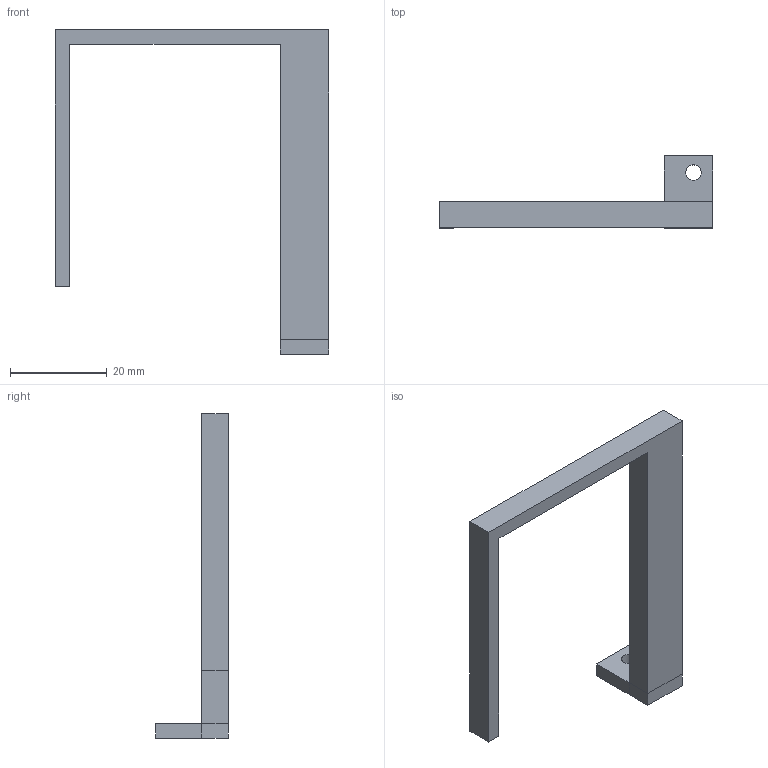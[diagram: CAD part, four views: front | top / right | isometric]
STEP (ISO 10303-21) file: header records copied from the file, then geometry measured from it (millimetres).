
FILE_DESCRIPTION(('FreeCAD Model'),'2;1');
FILE_NAME('Open CASCADE Shape Model','2023-07-07T17:48:47',(''),(''), 'Open CASCADE STEP processor 7.6','FreeCAD','Unknown');
FILE_SCHEMA(('AUTOMOTIVE_DESIGN { 1 0 10303 214 1 1 1 1 }'));
Length unit declared in the file: millimetre
Products named in the file (1): BatteryHolder
Bounding box: 56.5 x 15 x 67 mm (x, y, z)
Volume: 5538.1 mm3; surface area: 4088.6 mm2
Topology: 1 solids, 1 shells, 19 faces, 43 edges, 26 vertices
Faces by surface type: plane 18, cylinder 1
Full cylindrical faces by diameter (mm): 3.2 x1
Entity records: 541 total; most frequent: CARTESIAN_POINT 89, ORIENTED_EDGE 86, DIRECTION 85, EDGE_CURVE 43, LINE 41, VECTOR 41, VERTEX_POINT 26, AXIS2_PLACEMENT_3D 22
